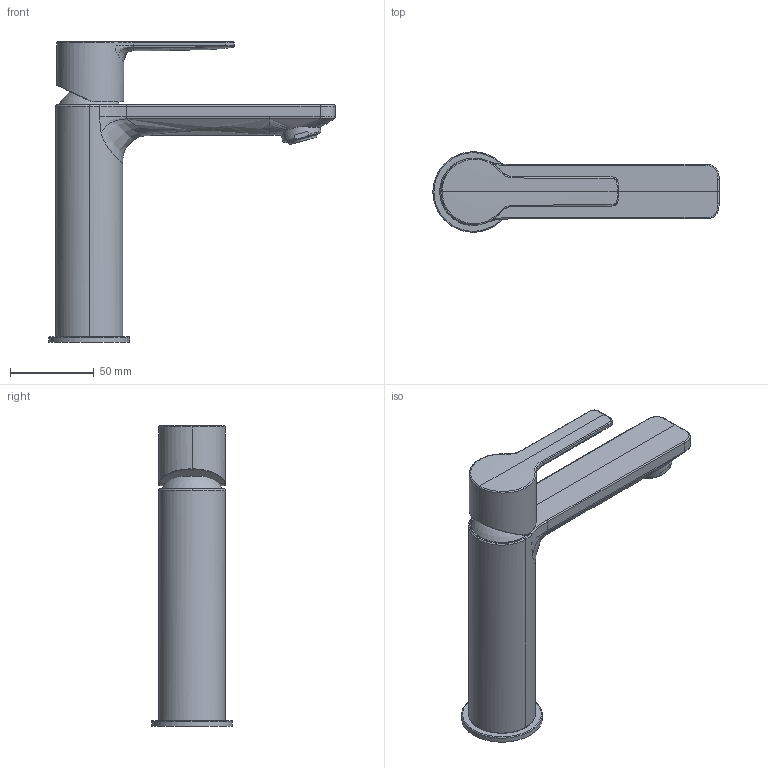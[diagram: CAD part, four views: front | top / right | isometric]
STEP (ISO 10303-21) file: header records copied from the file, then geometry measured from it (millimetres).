
FILE_DESCRIPTION(/* description */ ('Unknown'),/* implementation_level */ '2;1');
FILE_NAME(/* name */ '32114001',/* time_stamp */ '2022-08-29T08:08:18+02:00',/* author */ ('Unknown'),/* organization */ ('GROHE AG'),/* preprocessor_version */ 'ST-DEVELOPER v16.7',/* originating_system */ 'DEX',/* authorisation */ $);
FILE_SCHEMA (('AUTOMOTIVE_DESIGN {1 0 10303 214 3 1 1}'));
Length unit declared in the file: millimetre
Products named in the file (3): 32114001; id11; 40.0051.000 - 40.0061.000 for customer
Assembly tree (2 placements, depth 2):
  32114001
    id11
    40.0051.000 - 40.0061.000 for customer
Bounding box: 171.1 x 48.2 x 179.89 mm (x, y, z)
Volume: 47703.3 mm3; surface area: 44748 mm2
Topology: 1 solids, 6 shells, 132 faces, 363 edges, 240 vertices
Faces by surface type: bspline 58, cylinder 27, plane 22, torus 22, cone 2, sphere 1
Full cylindrical faces by diameter (mm): 23.6 x1, 24.5 x1, 48.2 x1
Entity records: 10611 total; most frequent: CARTESIAN_POINT 7590, ORIENTED_EDGE 598, DIRECTION 368, EDGE_CURVE 349, VERTEX_POINT 235, B_SPLINE_CURVE_WITH_KNOTS 210, AXIS2_PLACEMENT_3D 152, EDGE_LOOP 144
